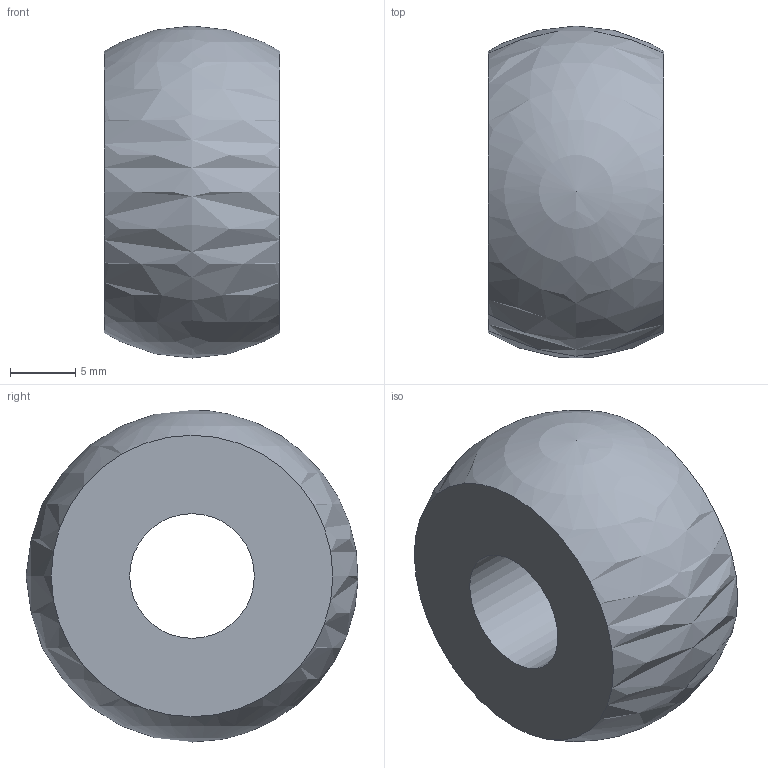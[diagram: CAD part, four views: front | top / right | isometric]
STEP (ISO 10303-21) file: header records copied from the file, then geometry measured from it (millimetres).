
FILE_DESCRIPTION(/* description */ (''),/* implementation_level */ '2;1');
FILE_NAME(/* name */ 'Misc_BearingBall_Triangle_1406P.ipt.step',/* time_stamp */ '2014-01-07T11:19:56-08:00',/* author */ ('Autodesk Inc.'),/* organization */ ('Autodesk Inc.'),/* preprocessor_version */ 'ST-DEVELOPER v15.2',/* originating_system */ 'Autodesk Inventor 2014',/* authorisation */ '');
FILE_SCHEMA (('AUTOMOTIVE_DESIGN { 1 0 10303 214 3 1 1 }'));
Length unit declared in the file: inch
Products named in the file (1): Misc_BearingBall_Triangle_1406P
Bounding box: 13.46 x 25.4 x 25.4 mm (x, y, z)
Volume: 5218.6 mm3; surface area: 2058.8 mm2
Topology: 1 solids, 1 shells, 5 faces, 11 edges, 8 vertices
Faces by surface type: plane 2, cone 1, cylinder 1, sphere 1
Full cylindrical faces by diameter (mm): 9.538 x1
Entity records: 131 total; most frequent: DIRECTION 22, CARTESIAN_POINT 16, AXIS2_PLACEMENT_3D 11, EDGE_LOOP 10, ORIENTED_EDGE 10, FACE_BOUND 7, CIRCLE 5, VERTEX_POINT 5
